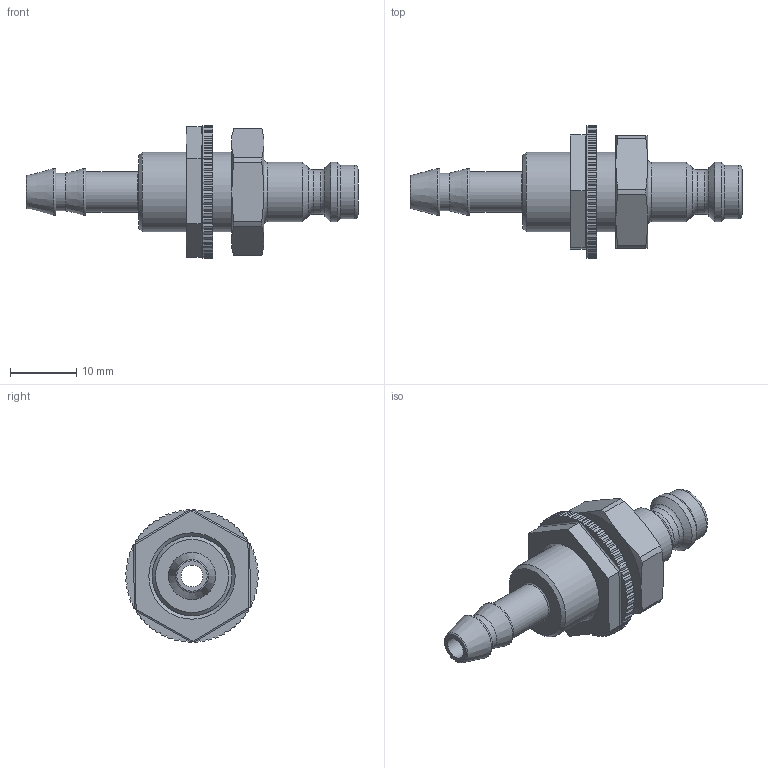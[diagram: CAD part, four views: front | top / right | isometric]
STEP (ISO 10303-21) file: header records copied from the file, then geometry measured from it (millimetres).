
FILE_DESCRIPTION(/* description */ ('21SFTS06MXX0S-51463'),/* implementation_level */ '2;1');
FILE_NAME(/* name */ '21SFTS06FXX.stp',/* time_stamp */ '2017-07-13T15:13:26+02:00',/* author */ ('528268'),/* organization */ (''),/* preprocessor_version */ 'ST-DEVELOPER v16.1',/* originating_system */ 'Autodesk Inventor 2016',/* authorisation */ '');
FILE_SCHEMA (('AUTOMOTIVE_DESIGN { 1 0 10303 214 3 1 1 }'));
Length unit declared in the file: millimetre
Products named in the file (3): 21SFTS06FXX; D112646; 21SFTS06FXX_1
Assembly tree (2 placements, depth 2):
  21SFTS06FXX_1
    21SFTS06FXX
    D112646
Bounding box: 50 x 20 x 20 mm (x, y, z)
Volume: 3926.6 mm3; surface area: 3418.8 mm2
Topology: 2 solids, 2 shells, 261 faces, 713 edges, 461 vertices
Faces by surface type: plane 149, cylinder 83, cone 21, torus 8
Full cylindrical faces by diameter (mm): 3.3 x1, 4.7 x1, 5.65 x1, 6.05 x1, 6.1 x1, 6.65 x1, 8.1 x1, 9 x2, 12 x2
Entity records: 8136 total; most frequent: CARTESIAN_POINT 1460, DIRECTION 1390, ORIENTED_EDGE 1370, EDGE_CURVE 685, LINE 464, VECTOR 464, AXIS2_PLACEMENT_3D 463, VERTEX_POINT 461
